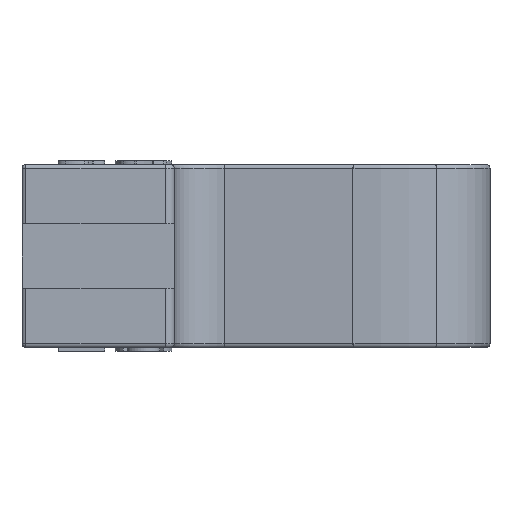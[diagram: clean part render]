
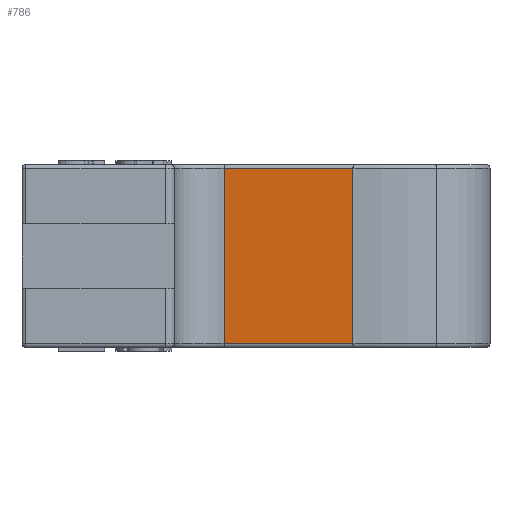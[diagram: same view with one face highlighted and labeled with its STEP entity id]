
A CAD part, front view. The second image highlights one B-rep face of the part: STEP entity #786.
In plain terms, the highlighted planar face has unit normal (-0.087, -0.996, 0).
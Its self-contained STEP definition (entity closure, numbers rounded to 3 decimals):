
#647=PLANE('',#7060);
#786=ADVANCED_FACE('',(#1314),#647,.T.);
#1314=FACE_OUTER_BOUND('',#1712,.T.);
#1712=EDGE_LOOP('',(#2477,#2478,#2479,#2480));
#2477=ORIENTED_EDGE('',*,*,#5159,.T.);
#2478=ORIENTED_EDGE('',*,*,#5160,.T.);
#2479=ORIENTED_EDGE('',*,*,#5155,.T.);
#2480=ORIENTED_EDGE('',*,*,#5161,.T.);
#4513=VERTEX_POINT('',#9447);
#4514=VERTEX_POINT('',#9448);
#4517=VERTEX_POINT('',#9456);
#4518=VERTEX_POINT('',#9457);
#5155=EDGE_CURVE('',#4513,#4514,#6175,.T.);
#5159=EDGE_CURVE('',#4517,#4518,#6177,.T.);
#5160=EDGE_CURVE('',#4518,#4513,#6178,.T.);
#5161=EDGE_CURVE('',#4514,#4517,#6179,.T.);
#6175=LINE('',#9446,#6569);
#6177=LINE('',#9455,#6571);
#6178=LINE('',#9458,#6572);
#6179=LINE('',#9459,#6573);
#6569=VECTOR('',#7696,1.);
#6571=VECTOR('',#7704,1.);
#6572=VECTOR('',#7705,1.);
#6573=VECTOR('',#7706,1.);
#7060=AXIS2_PLACEMENT_3D('',#9460,#7707,#7708);
#7696=DIRECTION('',(0.,0.,-1.));
#7704=DIRECTION('',(0.,0.,1.));
#7705=DIRECTION('',(-0.996,0.087,0.));
#7706=DIRECTION('',(0.996,-0.087,0.));
#7707=DIRECTION('',(-0.087,-0.996,0.));
#7708=DIRECTION('',(0.996,-0.087,0.));
#9446=CARTESIAN_POINT('',(-9.921,442.883,9.98));
#9447=CARTESIAN_POINT('',(-9.921,442.883,15.73));
#9448=CARTESIAN_POINT('',(-9.921,442.883,4.23));
#9455=CARTESIAN_POINT('',(-1.47,442.144,28.88));
#9456=CARTESIAN_POINT('',(-1.47,442.144,4.23));
#9457=CARTESIAN_POINT('',(-1.47,442.144,15.73));
#9458=CARTESIAN_POINT('',(-18.13,443.602,15.73));
#9459=CARTESIAN_POINT('',(-18.13,443.602,4.23));
#9460=CARTESIAN_POINT('',(-18.13,443.602,-37.02));
